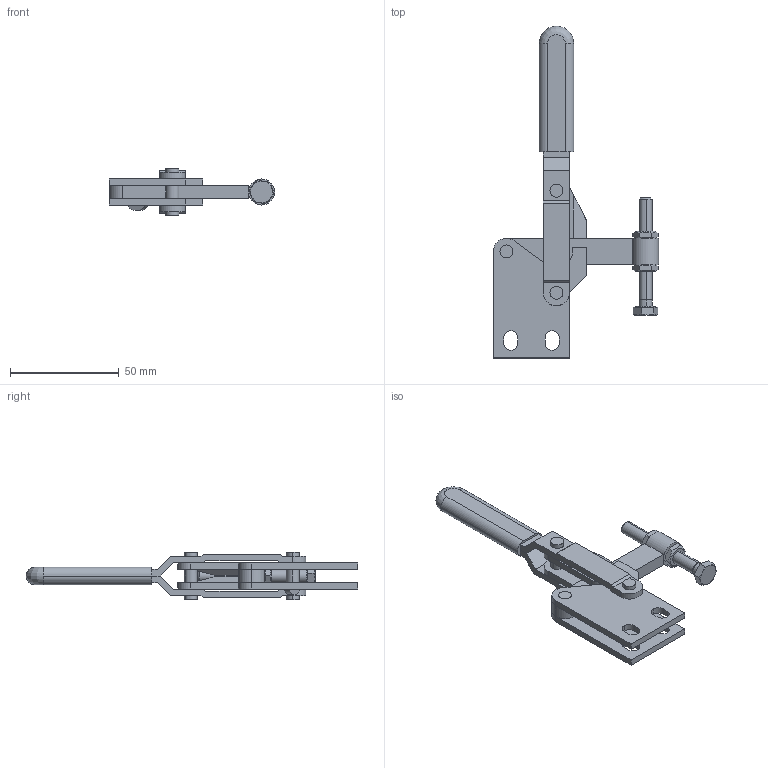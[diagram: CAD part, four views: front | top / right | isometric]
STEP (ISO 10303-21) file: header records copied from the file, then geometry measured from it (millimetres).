
FILE_DESCRIPTION((''),'2;1');
FILE_NAME('MG3S.stp','2006-07-11T16:01:53',('Matthew'),(''),'Autodesk Inventor 8','Autodesk Inventor 8','');
FILE_SCHEMA(('AUTOMOTIVE_DESIGN { 1 0 10303 214 1 1 1 1 }'));
Length unit declared in the file: millimetre
Products named in the file (6): MG3S; MG3S1; MG3S2; MG3S3; MG3S4; MG3S5
Assembly tree (5 placements, depth 2):
  MG3S
    MG3S1
    MG3S2
    MG3S3
    MG3S4
    MG3S5
Bounding box: 76 x 152.76 x 22 mm (x, y, z)
Volume: 33513.4 mm3; surface area: 23747.5 mm2
Topology: 5 solids, 5 shells, 238 faces, 607 edges, 402 vertices
Faces by surface type: plane 118, cylinder 77, cone 26, bspline 17
Entity records: 7562 total; most frequent: CARTESIAN_POINT 1550, DIRECTION 1243, ORIENTED_EDGE 1214, EDGE_CURVE 607, AXIS2_PLACEMENT_3D 444, VERTEX_POINT 402, VECTOR 355, LINE 355
